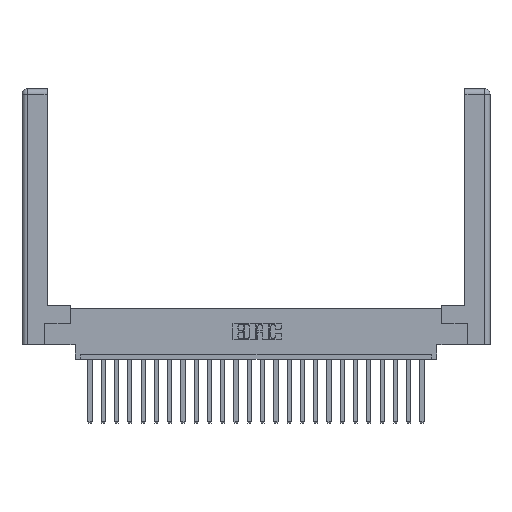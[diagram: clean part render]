
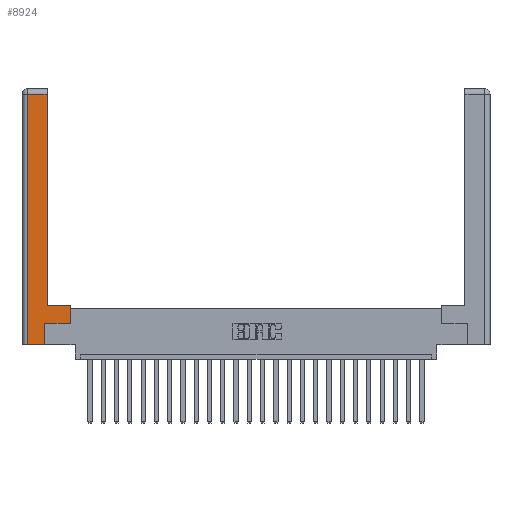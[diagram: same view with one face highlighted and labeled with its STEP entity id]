
A CAD part, top view. The second image highlights one B-rep face of the part: STEP entity #8924.
In plain terms, the highlighted planar face has unit normal (0, 0, 1).
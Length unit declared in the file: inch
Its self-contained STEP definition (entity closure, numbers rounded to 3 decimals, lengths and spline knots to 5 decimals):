
#30 = DIRECTION ( 'NONE',  ( 0., -1., 0. ) ) ;
#1113 = DIRECTION ( 'NONE',  ( 0., 0., -1. ) ) ;
#1296 = LINE ( 'NONE', #13395, #1571 ) ;
#1401 = DIRECTION ( 'NONE',  ( 1., 0., 0. ) ) ;
#1421 = CARTESIAN_POINT ( 'NONE',  ( 0.565, 0.45, 0. ) ) ;
#1471 = CARTESIAN_POINT ( 'NONE',  ( 0.0615, 2.94, 0. ) ) ;
#1571 = VECTOR ( 'NONE', #9699, 39.37008 ) ;
#1703 = ORIENTED_EDGE ( 'NONE', *, *, #5991, .T. ) ;
#2161 = VERTEX_POINT ( 'NONE', #19097 ) ;
#2818 = CARTESIAN_POINT ( 'NONE',  ( 0.295, 0.45, 0. ) ) ;
#3103 = CARTESIAN_POINT ( 'NONE',  ( 0.565, 0.245, 0. ) ) ;
#3177 = FACE_OUTER_BOUND ( 'NONE', #11679, .T. ) ;
#3206 = DIRECTION ( 'NONE',  ( 0., 1., 0. ) ) ;
#3227 = DIRECTION ( 'NONE',  ( -1., 0., 0. ) ) ;
#3242 = DIRECTION ( 'NONE',  ( 0., 1., 0. ) ) ;
#3443 = VERTEX_POINT ( 'NONE', #1471 ) ;
#3460 = VERTEX_POINT ( 'NONE', #3103 ) ;
#4232 = EDGE_CURVE ( 'NONE', #17639, #23064, #5757, .T. ) ;
#4340 = EDGE_CURVE ( 'NONE', #2161, #6996, #19498, .T. ) ;
#4698 = DIRECTION ( 'NONE',  ( -1., 0., 0. ) ) ;
#4889 = CARTESIAN_POINT ( 'NONE',  ( 0.295, 3., 0. ) ) ;
#4891 = EDGE_CURVE ( 'NONE', #23064, #3460, #17593, .T. ) ;
#5757 = LINE ( 'NONE', #9066, #14999 ) ;
#5991 = EDGE_CURVE ( 'NONE', #3460, #2161, #13136, .T. ) ;
#6299 = CARTESIAN_POINT ( 'NONE',  ( 0.0615, 2.94, 0. ) ) ;
#6581 = AXIS2_PLACEMENT_3D ( 'NONE', #23291, #1113, #3227 ) ;
#6663 = ORIENTED_EDGE ( 'NONE', *, *, #22432, .T. ) ;
#6870 = VECTOR ( 'NONE', #1401, 39.37008 ) ;
#6996 = VERTEX_POINT ( 'NONE', #18814 ) ;
#7934 = CARTESIAN_POINT ( 'NONE',  ( 0.295, 2.94, 0. ) ) ;
#8924 = ADVANCED_FACE ( 'NONE', ( #3177 ), #16050, .F. ) ;
#9066 = CARTESIAN_POINT ( 'NONE',  ( 0.265, 0.245, 0. ) ) ;
#9699 = DIRECTION ( 'NONE',  ( 1., 0., 0. ) ) ;
#9943 = VECTOR ( 'NONE', #4698, 39.37008 ) ;
#10479 = VECTOR ( 'NONE', #23072, 39.37008 ) ;
#11032 = EDGE_CURVE ( 'NONE', #19999, #17639, #1296, .T. ) ;
#11187 = VECTOR ( 'NONE', #30, 39.37008 ) ;
#11679 = EDGE_LOOP ( 'NONE', ( #6663, #22090, #21122, #18034, #21734, #14115, #1703, #14609 ) ) ;
#12526 = DIRECTION ( 'NONE',  ( 0., 1., 0. ) ) ;
#13136 = LINE ( 'NONE', #1421, #16924 ) ;
#13395 = CARTESIAN_POINT ( 'NONE',  ( 0.265, 0., 0. ) ) ;
#13820 = CARTESIAN_POINT ( 'NONE',  ( 0.0615, 0., 0. ) ) ;
#14036 = LINE ( 'NONE', #4889, #23282 ) ;
#14115 = ORIENTED_EDGE ( 'NONE', *, *, #4891, .T. ) ;
#14609 = ORIENTED_EDGE ( 'NONE', *, *, #4340, .T. ) ;
#14999 = VECTOR ( 'NONE', #12526, 39.37008 ) ;
#16050 = PLANE ( 'NONE',  #6581 ) ;
#16668 = EDGE_CURVE ( 'NONE', #3443, #19999, #21076, .T. ) ;
#16717 = VERTEX_POINT ( 'NONE', #7934 ) ;
#16924 = VECTOR ( 'NONE', #3206, 39.37008 ) ;
#17593 = LINE ( 'NONE', #23572, #6870 ) ;
#17639 = VERTEX_POINT ( 'NONE', #20257 ) ;
#17762 = LINE ( 'NONE', #6299, #10479 ) ;
#18034 = ORIENTED_EDGE ( 'NONE', *, *, #11032, .T. ) ;
#18814 = CARTESIAN_POINT ( 'NONE',  ( 0.295, 0.45, 0. ) ) ;
#19097 = CARTESIAN_POINT ( 'NONE',  ( 0.565, 0.45, 0. ) ) ;
#19498 = LINE ( 'NONE', #2818, #9943 ) ;
#19999 = VERTEX_POINT ( 'NONE', #13820 ) ;
#20257 = CARTESIAN_POINT ( 'NONE',  ( 0.265, 0., 0. ) ) ;
#21076 = LINE ( 'NONE', #22234, #11187 ) ;
#21122 = ORIENTED_EDGE ( 'NONE', *, *, #16668, .T. ) ;
#21734 = ORIENTED_EDGE ( 'NONE', *, *, #4232, .T. ) ;
#22078 = CARTESIAN_POINT ( 'NONE',  ( 0.265, 0.245, 0. ) ) ;
#22090 = ORIENTED_EDGE ( 'NONE', *, *, #23884, .T. ) ;
#22234 = CARTESIAN_POINT ( 'NONE',  ( 0.0615, 0., 0. ) ) ;
#22432 = EDGE_CURVE ( 'NONE', #6996, #16717, #14036, .T. ) ;
#23064 = VERTEX_POINT ( 'NONE', #22078 ) ;
#23072 = DIRECTION ( 'NONE',  ( -1., 0., 0. ) ) ;
#23282 = VECTOR ( 'NONE', #3242, 39.37008 ) ;
#23291 = CARTESIAN_POINT ( 'NONE',  ( 0., 0., 0. ) ) ;
#23572 = CARTESIAN_POINT ( 'NONE',  ( 0.565, 0.245, 0. ) ) ;
#23884 = EDGE_CURVE ( 'NONE', #16717, #3443, #17762, .T. ) ;
